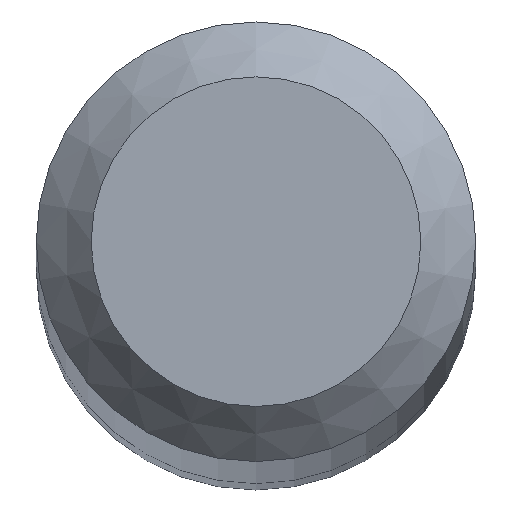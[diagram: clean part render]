
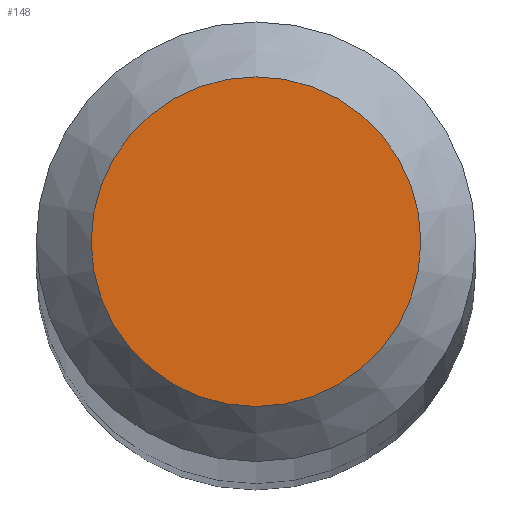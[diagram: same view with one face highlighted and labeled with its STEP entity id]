
A CAD part, top view. The second image highlights one B-rep face of the part: STEP entity #148.
In plain terms, the highlighted planar face has unit normal (0, 0, 1).
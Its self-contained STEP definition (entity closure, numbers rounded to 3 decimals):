
#13 = CARTESIAN_POINT ( 'NONE',  ( 0., 0.3, 30. ) ) ;
#26 = ORIENTED_EDGE ( 'NONE', *, *, #144, .F. ) ;
#28 = FACE_OUTER_BOUND ( 'NONE', #65, .T. ) ;
#32 = VERTEX_POINT ( 'NONE', #13 ) ;
#55 = AXIS2_PLACEMENT_3D ( 'NONE', #165, #161, #163 ) ;
#65 = EDGE_LOOP ( 'NONE', ( #26 ) ) ;
#78 = PLANE ( 'NONE',  #93 ) ;
#93 = AXIS2_PLACEMENT_3D ( 'NONE', #155, #124, #153 ) ;
#124 = DIRECTION ( 'NONE',  ( 0., 0., -1. ) ) ;
#144 = EDGE_CURVE ( 'NONE', #32, #32, #196, .T. ) ;
#148 = ADVANCED_FACE ( 'NONE', ( #28 ), #78, .F. ) ;
#153 = DIRECTION ( 'NONE',  ( 0., 1., 0. ) ) ;
#155 = CARTESIAN_POINT ( 'NONE',  ( 0., 0., 30. ) ) ;
#161 = DIRECTION ( 'NONE',  ( 0., 0., -1. ) ) ;
#163 = DIRECTION ( 'NONE',  ( 0., 1., 0. ) ) ;
#165 = CARTESIAN_POINT ( 'NONE',  ( 0., 0., 30. ) ) ;
#196 = CIRCLE ( 'NONE', #55, 0.3 ) ;
